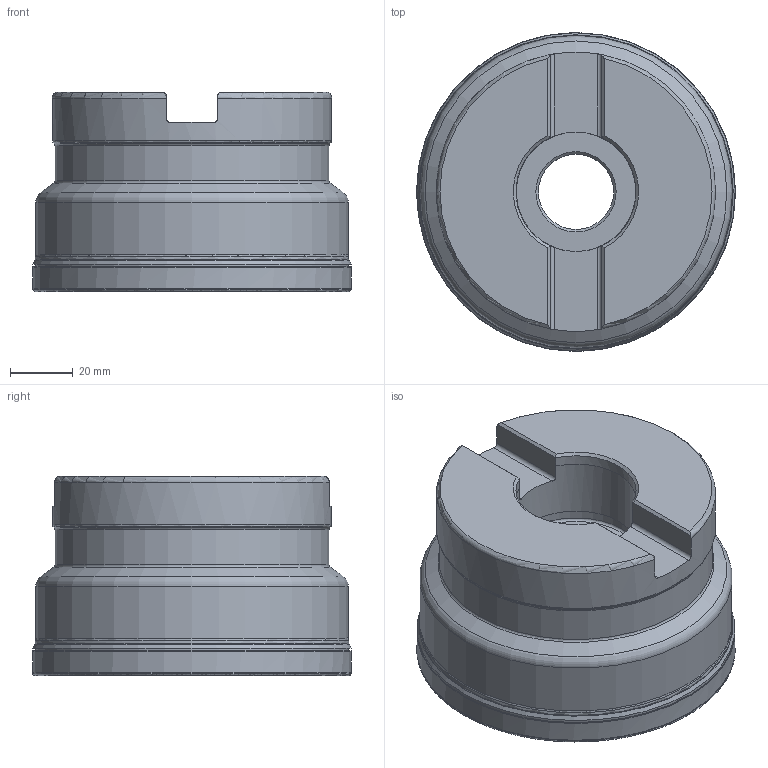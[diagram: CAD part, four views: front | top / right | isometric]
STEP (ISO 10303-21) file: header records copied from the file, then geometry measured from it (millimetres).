
FILE_DESCRIPTION(/* description */ (''),/* implementation_level */ '2;1');
FILE_NAME(/* name */ '17001081.stp',/* time_stamp */ '2023-10-26T16:01:30+09:00',/* author */ (''),/* organization */ (''),/* preprocessor_version */ 'ST-DEVELOPER v16',/* originating_system */ 'SIEMENS PLM Software NX 10.0',/* authorisation */ '');
FILE_SCHEMA (('AP203_CONFIGURATION_CONTROLLED_3D_DESIGN_OF_MECHANICAL_PARTS_AND_ASSEMBLIES_MIM_LF { 1 0 10303 403 2 1 2}'));
Length unit declared in the file: millimetre
Products named in the file (1): 10226A983EDD4gcr
Bounding box: 101.6 x 101.6 x 63.5 mm (x, y, z)
Volume: 330370.6 mm3; surface area: 51447.9 mm2
Topology: 1 solids, 4 shells, 90 faces, 275 edges, 232 vertices
Faces by surface type: revolution 40, plane 17, torus 11, cylinder 11, cone 8, bspline 3
Full cylindrical faces by diameter (mm): 24 x1, 38.1 x1, 41.3 x1, 52 x1, 87.3 x1, 89 x1, 99.6 x1
Entity records: 3628 total; most frequent: CARTESIAN_POINT 1809, DIRECTION 321, ORIENTED_EDGE 264, EDGE_LOOP 156, FACE_BOUND 134, EDGE_CURVE 132, AXIS2_PLACEMENT_3D 126, VERTEX_POINT 110
